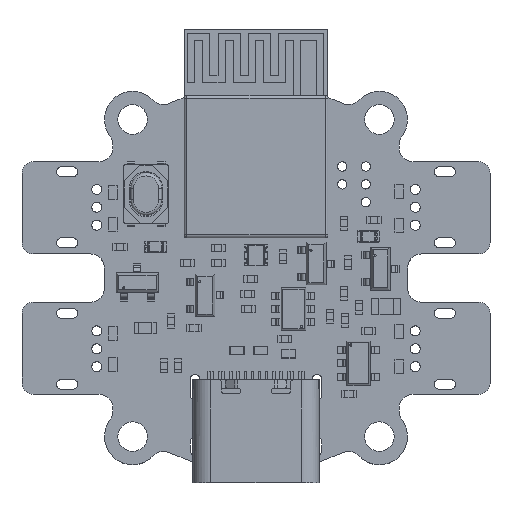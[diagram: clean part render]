
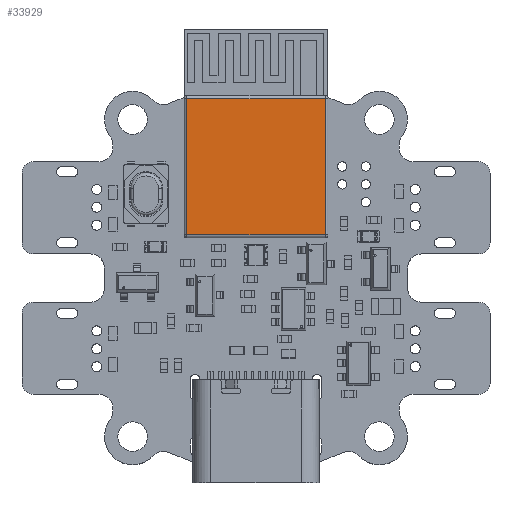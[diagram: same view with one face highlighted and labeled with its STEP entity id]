
A CAD part, top view. The second image highlights one B-rep face of the part: STEP entity #33929.
In plain terms, the highlighted face is planar.
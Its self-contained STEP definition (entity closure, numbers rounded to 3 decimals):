
#33546 = VERTEX_POINT('',#33547);
#33547 = CARTESIAN_POINT('',(4.9,-7.2,-1.));
#33581 = VERTEX_POINT('',#33582);
#33582 = CARTESIAN_POINT('',(-4.9,-7.2,-1.));
#33621 = EDGE_CURVE('',#33581,#33546,#33622,.T.);
#33622 = LINE('',#33623,#33624);
#33623 = CARTESIAN_POINT('',(-2.55,-7.2,-1.));
#33624 = VECTOR('',#33625,1.);
#33625 = DIRECTION('',(1.,0.,0.));
#33679 = VERTEX_POINT('',#33680);
#33680 = CARTESIAN_POINT('',(4.9,2.474,-1.));
#33703 = EDGE_CURVE('',#33546,#33679,#33704,.T.);
#33704 = LINE('',#33705,#33706);
#33705 = CARTESIAN_POINT('',(4.9,3.7,-1.));
#33706 = VECTOR('',#33707,1.);
#33707 = DIRECTION('',(0.,1.,0.));
#33727 = VERTEX_POINT('',#33728);
#33728 = CARTESIAN_POINT('',(-4.9,2.474,-1.));
#33767 = EDGE_CURVE('',#33727,#33581,#33768,.T.);
#33768 = LINE('',#33769,#33770);
#33769 = CARTESIAN_POINT('',(-4.9,3.7,-1.));
#33770 = VECTOR('',#33771,1.);
#33771 = DIRECTION('',(0.,-1.,0.));
#33814 = EDGE_CURVE('',#33679,#33727,#33815,.T.);
#33815 = LINE('',#33816,#33817);
#33816 = CARTESIAN_POINT('',(-2.55,2.474,-1.));
#33817 = VECTOR('',#33818,1.);
#33818 = DIRECTION('',(-1.,0.,0.));
#33929 = ADVANCED_FACE('',(#33930),#33936,.F.);
#33930 = FACE_BOUND('',#33931,.T.);
#33931 = EDGE_LOOP('',(#33932,#33933,#33934,#33935));
#33932 = ORIENTED_EDGE('',*,*,#33621,.F.);
#33933 = ORIENTED_EDGE('',*,*,#33767,.F.);
#33934 = ORIENTED_EDGE('',*,*,#33814,.F.);
#33935 = ORIENTED_EDGE('',*,*,#33703,.F.);
#33936 = PLANE('',#33937);
#33937 = AXIS2_PLACEMENT_3D('',#33938,#33939,#33940);
#33938 = CARTESIAN_POINT('',(0.,0.,-1.));
#33939 = DIRECTION('',(0.,0.,1.));
#33940 = DIRECTION('',(1.,0.,0.));
